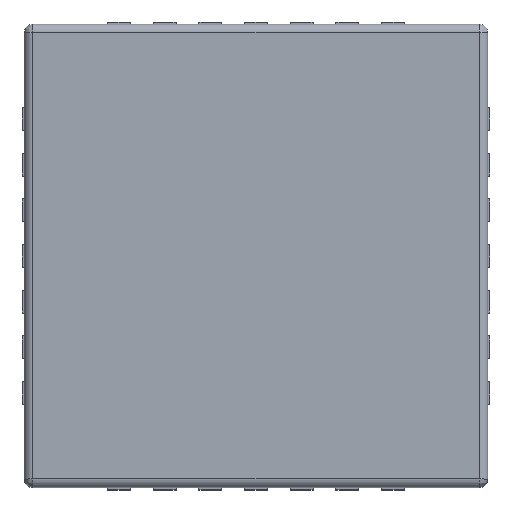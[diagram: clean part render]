
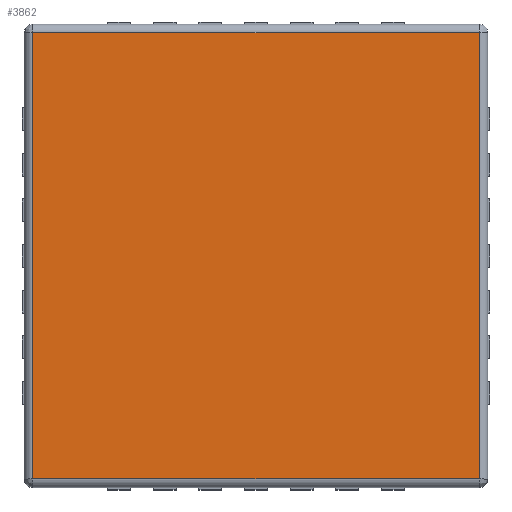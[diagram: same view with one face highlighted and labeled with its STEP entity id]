
A CAD part, top view. The second image highlights one B-rep face of the part: STEP entity #3862.
In plain terms, the highlighted planar face has unit normal (0, 0, 1).
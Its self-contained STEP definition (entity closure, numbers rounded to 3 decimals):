
#226 = CARTESIAN_POINT ( 'NONE',  ( 0., 0., 0.8 ) ) ;
#250 = DIRECTION ( 'NONE',  ( 0., 0., 1. ) ) ;
#305 = VERTEX_POINT ( 'NONE', #1074 ) ;
#685 = CARTESIAN_POINT ( 'NONE',  ( 1.955, -1.955, 0.8 ) ) ;
#987 = VECTOR ( 'NONE', #4243, 1000. ) ;
#1074 = CARTESIAN_POINT ( 'NONE',  ( -1.955, 1.955, 0.8 ) ) ;
#1223 = DIRECTION ( 'NONE',  ( -1., 0., 0. ) ) ;
#1416 = AXIS2_PLACEMENT_3D ( 'NONE', #226, #250, #2421 ) ;
#1431 = DIRECTION ( 'NONE',  ( 0., 1., 0. ) ) ;
#1554 = VECTOR ( 'NONE', #4337, 1000. ) ;
#1591 = LINE ( 'NONE', #1806, #4244 ) ;
#1626 = CARTESIAN_POINT ( 'NONE',  ( -2.255, -1.955, 0.8 ) ) ;
#1806 = CARTESIAN_POINT ( 'NONE',  ( -1.955, 2.255, 0.8 ) ) ;
#1934 = EDGE_CURVE ( 'NONE', #4556, #3031, #3845, .T. ) ;
#2298 = LINE ( 'NONE', #3897, #1554 ) ;
#2368 = EDGE_CURVE ( 'NONE', #305, #4083, #2298, .T. ) ;
#2421 = DIRECTION ( 'NONE',  ( 1., 0., 0. ) ) ;
#2716 = CARTESIAN_POINT ( 'NONE',  ( -1.955, -1.955, 0.8 ) ) ;
#2981 = ORIENTED_EDGE ( 'NONE', *, *, #4023, .F. ) ;
#3031 = VERTEX_POINT ( 'NONE', #2716 ) ;
#3068 = ORIENTED_EDGE ( 'NONE', *, *, #2368, .F. ) ;
#3213 = FACE_OUTER_BOUND ( 'NONE', #3557, .T. ) ;
#3261 = PLANE ( 'NONE',  #1416 ) ;
#3557 = EDGE_LOOP ( 'NONE', ( #3608, #2981, #3068, #5267 ) ) ;
#3608 = ORIENTED_EDGE ( 'NONE', *, *, #1934, .F. ) ;
#3752 = CARTESIAN_POINT ( 'NONE',  ( 1.955, 1.955, 0.8 ) ) ;
#3845 = LINE ( 'NONE', #1626, #4576 ) ;
#3862 = ADVANCED_FACE ( 'NONE', ( #3213 ), #3261, .T. ) ;
#3897 = CARTESIAN_POINT ( 'NONE',  ( 2.255, 1.955, 0.8 ) ) ;
#4023 = EDGE_CURVE ( 'NONE', #4083, #4556, #5548, .T. ) ;
#4083 = VERTEX_POINT ( 'NONE', #3752 ) ;
#4243 = DIRECTION ( 'NONE',  ( 0., -1., 0. ) ) ;
#4244 = VECTOR ( 'NONE', #1431, 1000. ) ;
#4337 = DIRECTION ( 'NONE',  ( 1., 0., 0. ) ) ;
#4556 = VERTEX_POINT ( 'NONE', #685 ) ;
#4576 = VECTOR ( 'NONE', #1223, 1000. ) ;
#5069 = CARTESIAN_POINT ( 'NONE',  ( 1.955, -2.255, 0.8 ) ) ;
#5267 = ORIENTED_EDGE ( 'NONE', *, *, #5510, .F. ) ;
#5510 = EDGE_CURVE ( 'NONE', #3031, #305, #1591, .T. ) ;
#5548 = LINE ( 'NONE', #5069, #987 ) ;
